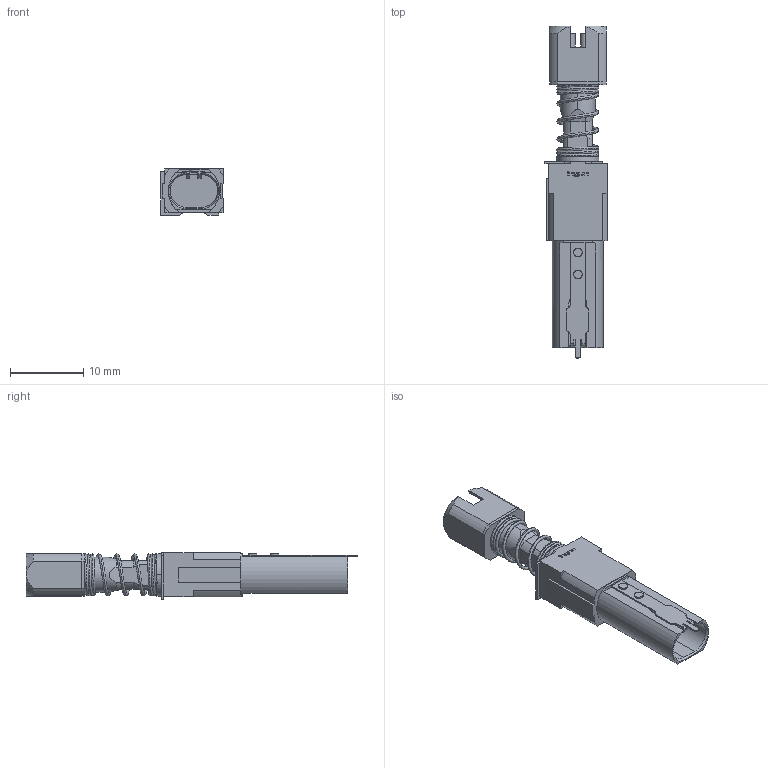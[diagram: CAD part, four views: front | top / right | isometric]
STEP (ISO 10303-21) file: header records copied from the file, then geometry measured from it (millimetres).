
FILE_DESCRIPTION (( 'STEP AP203' ), '1' );
FILE_NAME ('INGUN_HFS-802_314_051_A_xx42_HMTD.STEP', '2024-11-19T08:33:26', ( '' ), ( '' ), 'SwSTEP 2.0', 'SolidWorks 2023', '' );
FILE_SCHEMA (( 'CONFIG_CONTROL_DESIGN' ));
Length unit declared in the file: millimetre
Products named in the file (1): INGUN_HFS-802_314_051_A_xx42_HMTD
Bounding box: 8.5 x 45.3 x 6.3 mm (x, y, z)
Volume: 1137.3 mm3; surface area: 1638.2 mm2
Topology: 1 solids, 1 shells, 309 faces, 803 edges, 510 vertices
Faces by surface type: plane 181, cylinder 92, cone 28, bspline 6, torus 2
Entity records: 11770 total; most frequent: CARTESIAN_POINT 4117, ORIENTED_EDGE 1606, DIRECTION 1575, EDGE_CURVE 803, AXIS2_PLACEMENT_3D 534, VERTEX_POINT 510, VECTOR 507, LINE 507
